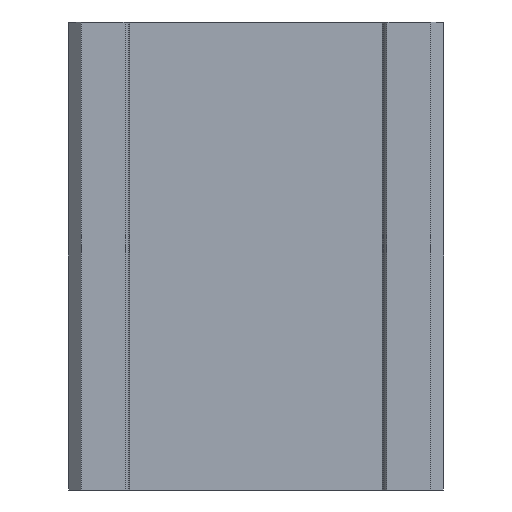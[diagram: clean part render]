
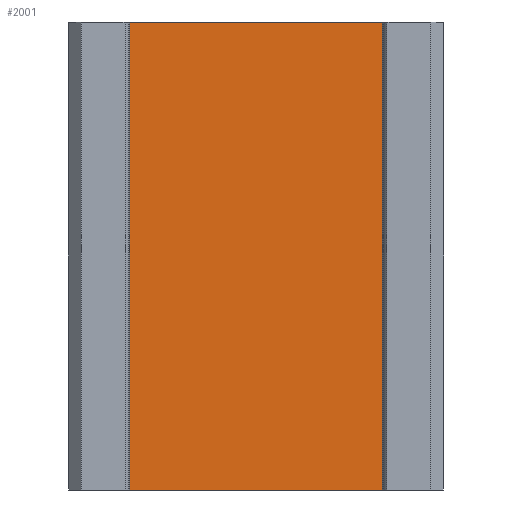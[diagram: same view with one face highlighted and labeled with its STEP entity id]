
A CAD part, front view. The second image highlights one B-rep face of the part: STEP entity #2001.
In plain terms, the highlighted planar face has unit normal (0, -1, 0).
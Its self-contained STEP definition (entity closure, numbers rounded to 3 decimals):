
#103=PLANE('',#2192);
#202=FACE_OUTER_BOUND('',#322,.T.);
#322=EDGE_LOOP('',(#1575,#1576,#1577,#1578));
#465=LINE('',#3168,#663);
#466=LINE('',#3170,#664);
#467=LINE('',#3172,#665);
#468=LINE('',#3173,#666);
#663=VECTOR('',#2589,10.);
#664=VECTOR('',#2590,10.);
#665=VECTOR('',#2591,10.);
#666=VECTOR('',#2592,10.);
#961=VERTEX_POINT('',#3166);
#962=VERTEX_POINT('',#3167);
#963=VERTEX_POINT('',#3169);
#964=VERTEX_POINT('',#3171);
#1191=EDGE_CURVE('',#961,#962,#465,.T.);
#1192=EDGE_CURVE('',#961,#963,#466,.T.);
#1193=EDGE_CURVE('',#964,#963,#467,.T.);
#1194=EDGE_CURVE('',#962,#964,#468,.T.);
#1575=ORIENTED_EDGE('',*,*,#1191,.F.);
#1576=ORIENTED_EDGE('',*,*,#1192,.T.);
#1577=ORIENTED_EDGE('',*,*,#1193,.F.);
#1578=ORIENTED_EDGE('',*,*,#1194,.F.);
#2001=ADVANCED_FACE('',(#202),#103,.F.);
#2192=AXIS2_PLACEMENT_3D('',#3165,#2587,#2588);
#2587=DIRECTION('center_axis',(0.,1.,0.));
#2588=DIRECTION('ref_axis',(-1.,0.,0.));
#2589=DIRECTION('',(-1.,0.,0.));
#2590=DIRECTION('',(0.,0.,1.));
#2591=DIRECTION('',(1.,0.,0.));
#2592=DIRECTION('',(0.,0.,1.));
#3165=CARTESIAN_POINT('Origin',(20.565,-2.92,0.));
#3166=CARTESIAN_POINT('',(20.565,-2.92,-37.35));
#3167=CARTESIAN_POINT('',(-20.565,-2.92,-37.35));
#3168=CARTESIAN_POINT('',(10.283,-2.92,-37.35));
#3169=CARTESIAN_POINT('',(20.565,-2.92,37.35));
#3170=CARTESIAN_POINT('',(20.565,-2.92,0.));
#3171=CARTESIAN_POINT('',(-20.565,-2.92,37.35));
#3172=CARTESIAN_POINT('',(10.283,-2.92,37.35));
#3173=CARTESIAN_POINT('',(-20.565,-2.92,0.));
